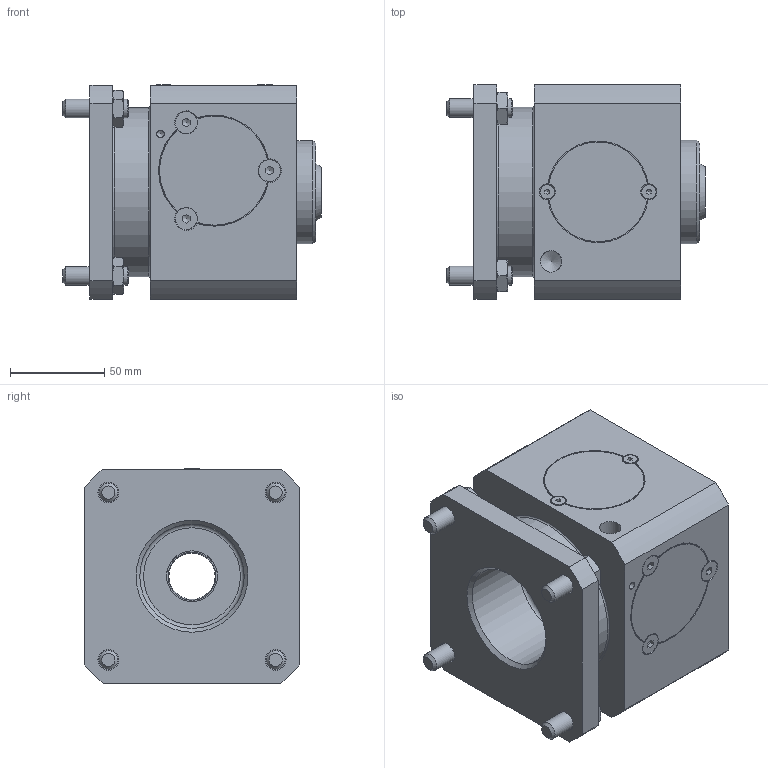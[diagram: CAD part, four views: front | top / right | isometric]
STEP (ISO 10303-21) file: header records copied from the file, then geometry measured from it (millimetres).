
FILE_DESCRIPTION((''),'2;1');
FILE_NAME('BH100.stp','2015-08-26T12:23:34',('carlo.corazza'),(''),'Autodesk Inventor 2013','Autodesk Inventor 2013','');
FILE_SCHEMA(('AUTOMOTIVE_DESIGN { 1 0 10303 214 1 1 1 1 }'));
Length unit declared in the file: millimetre
Products named in the file (1): BH100
Bounding box: 137.47 x 114 x 114.25 mm (x, y, z)
Volume: 913816.9 mm3; surface area: 139240.8 mm2
Topology: 1 solids, 25 shells, 451 faces, 1119 edges, 734 vertices
Faces by surface type: plane 193, cylinder 148, cone 104, torus 6
Full cylindrical faces by diameter (mm): 3 x2, 3.242 x6, 4 x6, 4.5 x2, 4.917 x6, 6 x12, 6.5 x6, 7.64 x2, 8.376 x4, 10 x8, 11 x4, 11.445 x1, 11.57 x6, 18 x1, 25.5 x1, 27 x2, 32 x1, 35 x2, 40 x2, 47 x2, 50 x5, 55 x1, 55.5 x1, 59 x1, 64 x1, 90 x1
Entity records: 12783 total; most frequent: CARTESIAN_POINT 2924, DIRECTION 1968, ORIENTED_EDGE 1754, EDGE_CURVE 877, AXIS2_PLACEMENT_3D 848, EDGE_LOOP 678, VERTEX_POINT 670, FACE_OUTER_BOUND 451
